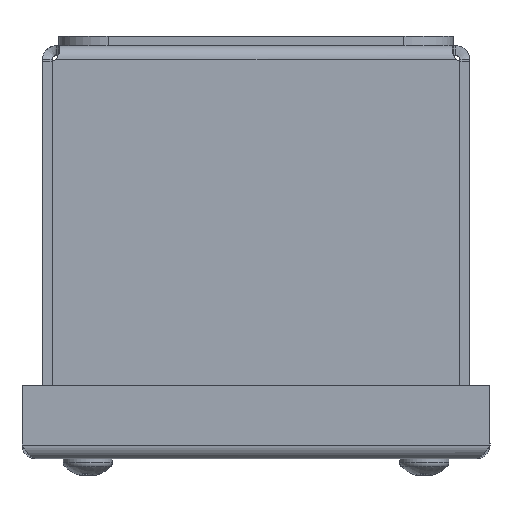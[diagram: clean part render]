
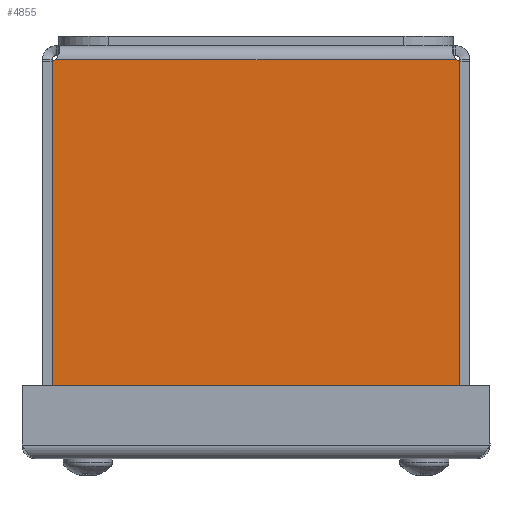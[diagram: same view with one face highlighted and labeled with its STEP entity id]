
A CAD part, front view. The second image highlights one B-rep face of the part: STEP entity #4855.
In plain terms, the highlighted planar face has unit normal (0, -1, 0).
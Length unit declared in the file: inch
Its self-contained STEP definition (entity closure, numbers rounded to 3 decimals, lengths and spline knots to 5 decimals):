
#335=CIRCLE('',#5249,0.07);
#337=CIRCLE('',#5252,0.07);
#586=PLANE('',#5251);
#841=FACE_OUTER_BOUND('',#1169,.T.);
#1169=EDGE_LOOP('',(#4265,#4266,#4267,#4268,#4269,#4270));
#1550=LINE('',#8387,#1944);
#1558=LINE('',#8408,#1952);
#1602=LINE('',#8824,#1996);
#1603=LINE('',#8826,#1997);
#1944=VECTOR('',#6285,3.10059);
#1952=VECTOR('',#6313,2.58869);
#1996=VECTOR('',#6415,2.58869);
#1997=VECTOR('',#6416,3.04583);
#2427=VERTEX_POINT('',#8384);
#2428=VERTEX_POINT('',#8386);
#2431=VERTEX_POINT('',#8407);
#2464=VERTEX_POINT('',#8816);
#2465=VERTEX_POINT('',#8818);
#2467=VERTEX_POINT('',#8825);
#3005=EDGE_CURVE('',#2428,#2427,#1550,.T.);
#3016=EDGE_CURVE('',#2428,#2431,#1558,.T.);
#3077=EDGE_CURVE('',#2465,#2464,#335,.T.);
#3080=EDGE_CURVE('',#2465,#2427,#1602,.T.);
#3081=EDGE_CURVE('',#2464,#2467,#1603,.T.);
#3082=EDGE_CURVE('',#2467,#2431,#337,.T.);
#4265=ORIENTED_EDGE('',*,*,#3005,.T.);
#4266=ORIENTED_EDGE('',*,*,#3080,.F.);
#4267=ORIENTED_EDGE('',*,*,#3077,.T.);
#4268=ORIENTED_EDGE('',*,*,#3081,.T.);
#4269=ORIENTED_EDGE('',*,*,#3082,.T.);
#4270=ORIENTED_EDGE('',*,*,#3016,.F.);
#4855=ADVANCED_FACE('',(#841),#586,.F.);
#5249=AXIS2_PLACEMENT_3D('',#8819,#6408,#6409);
#5251=AXIS2_PLACEMENT_3D('',#8823,#6413,#6414);
#5252=AXIS2_PLACEMENT_3D('',#8827,#6417,#6418);
#6285=DIRECTION('',(-1.,0.,0.));
#6313=DIRECTION('',(0.,0.,-1.));
#6408=DIRECTION('center_axis',(0.,1.,0.));
#6409=DIRECTION('ref_axis',(1.,0.,0.));
#6413=DIRECTION('center_axis',(0.,1.,0.));
#6414=DIRECTION('ref_axis',(1.,0.,0.));
#6415=DIRECTION('',(0.,0.,1.));
#6416=DIRECTION('',(1.,0.,0.));
#6417=DIRECTION('center_axis',(0.,1.,0.));
#6418=DIRECTION('ref_axis',(1.,0.,0.));
#8384=CARTESIAN_POINT('',(0.07471,0.,2.70475));
#8386=CARTESIAN_POINT('',(3.17529,0.,2.70475));
#8387=CARTESIAN_POINT('',(2.40015,0.,2.70475));
#8407=CARTESIAN_POINT('',(3.17529,0.,0.11606));
#8408=CARTESIAN_POINT('',(3.17529,0.,0.10525));
#8816=CARTESIAN_POINT('',(0.10208,0.,0.10525));
#8818=CARTESIAN_POINT('',(0.07471,0.,0.11606));
#8819=CARTESIAN_POINT('Origin',(0.06327,0.,
0.047));
#8823=CARTESIAN_POINT('Origin',(1.625,0.,1.37657));
#8824=CARTESIAN_POINT('',(0.07471,0.,0.10525));
#8825=CARTESIAN_POINT('',(3.14792,0.,0.10525));
#8826=CARTESIAN_POINT('',(1.625,0.,0.10525));
#8827=CARTESIAN_POINT('Origin',(3.18673,0.,0.047));
